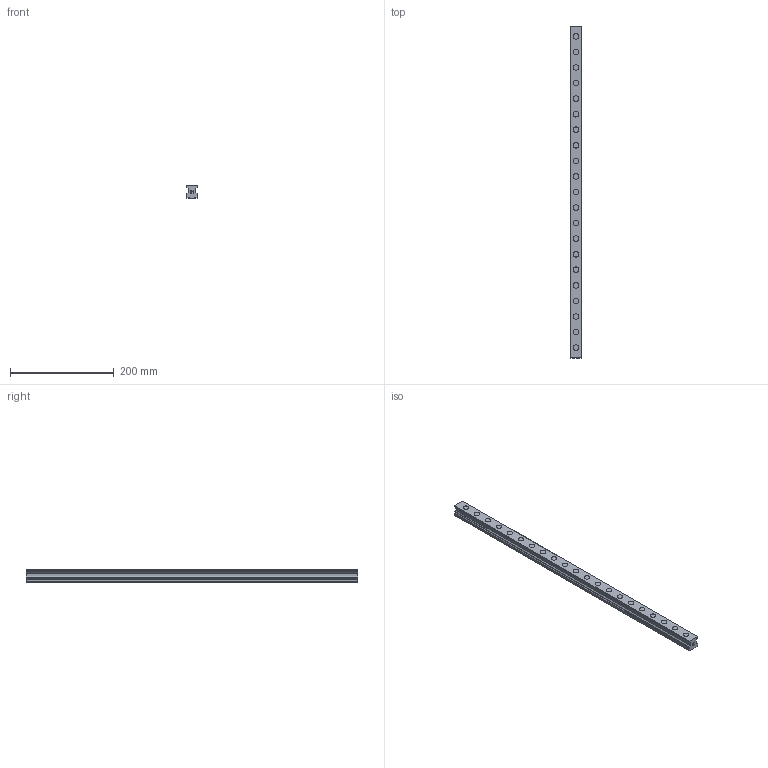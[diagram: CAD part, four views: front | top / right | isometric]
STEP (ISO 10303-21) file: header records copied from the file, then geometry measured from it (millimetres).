
FILE_DESCRIPTION(('STEP AP214'),'1');
FILE_NAME('cctmp_BE47ED9F-BBAF-4A40-9EB9-49A4F425EDC1_2021_03_11_09_35_33_0074..stp','2021-03-11T08:35:33',('HIWIN GmbH'),('CADClick - www.CADClick.com'),'Spatial InterOp 3D',' ','unknown authorization');
FILE_SCHEMA(('AUTOMOTIVE_DESIGN'));
Length unit declared in the file: millimetre
Products named in the file (1): RGR25R640H_FILE
Bounding box: 23 x 640 x 23.6 mm (x, y, z)
Volume: 257095.4 mm3; surface area: 79881.8 mm2
Topology: 1 solids, 1 shells, 306 faces, 711 edges, 474 vertices
Faces by surface type: plane 162, cylinder 144
Entity records: 11275 total; most frequent: DIRECTION 1613, CARTESIAN_POINT 1492, ORIENTED_EDGE 1422, EDGE_CURVE 711, AXIS2_PLACEMENT_3D 595, VERTEX_POINT 474, LINE 423, VECTOR 423
